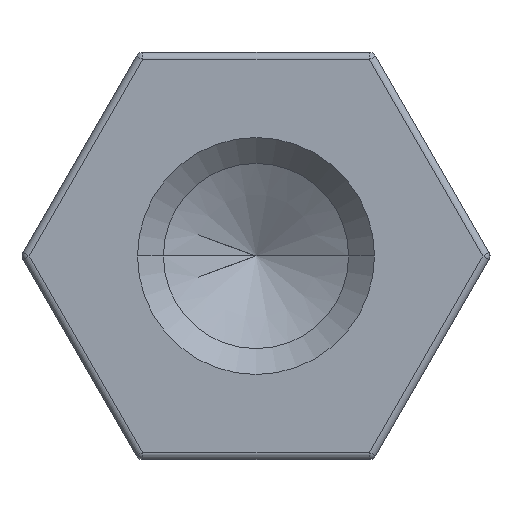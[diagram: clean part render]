
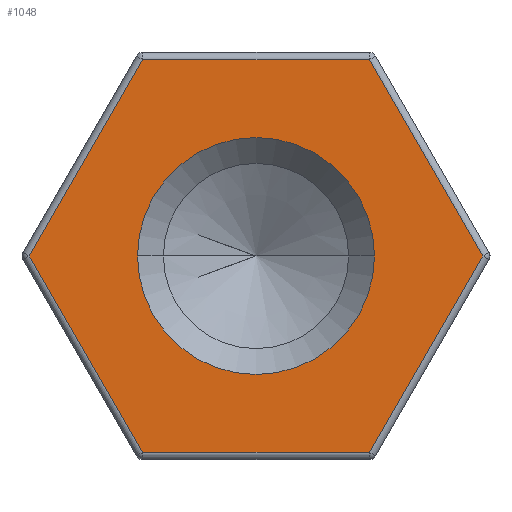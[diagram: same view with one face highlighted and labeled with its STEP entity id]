
A CAD part, left-side view. The second image highlights one B-rep face of the part: STEP entity #1048.
In plain terms, the highlighted planar face has unit normal (-1, 0, 0).
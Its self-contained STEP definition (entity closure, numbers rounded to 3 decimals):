
#11 = VECTOR ( 'NONE', #566, 1000. ) ;
#17 = LINE ( 'NONE', #166, #18 ) ;
#18 = VECTOR ( 'NONE', #1068, 1000. ) ;
#31 = CARTESIAN_POINT ( 'NONE',  ( 0., 0., 0. ) ) ;
#38 = CARTESIAN_POINT ( 'NONE',  ( 0., -2.295, -1.325 ) ) ;
#59 = EDGE_CURVE ( 'NONE', #701, #633, #538, .T. ) ;
#68 = DIRECTION ( 'NONE',  ( 1., 0., 0. ) ) ;
#157 = DIRECTION ( 'NONE',  ( 0., 1., 0. ) ) ;
#158 = CARTESIAN_POINT ( 'NONE',  ( 0., -1.6, 0. ) ) ;
#164 = CARTESIAN_POINT ( 'NONE',  ( 0., 3.06, 0. ) ) ;
#166 = CARTESIAN_POINT ( 'NONE',  ( 0., 2.295, 1.325 ) ) ;
#195 = EDGE_CURVE ( 'NONE', #921, #799, #512, .T. ) ;
#234 = FACE_BOUND ( 'NONE', #1119, .T. ) ;
#241 = CARTESIAN_POINT ( 'NONE',  ( 0., -1.53, -2.65 ) ) ;
#254 = FACE_OUTER_BOUND ( 'NONE', #996, .T. ) ;
#275 = DIRECTION ( 'NONE',  ( 1., 0., 0. ) ) ;
#296 = CARTESIAN_POINT ( 'NONE',  ( 0., -2.295, 1.325 ) ) ;
#315 = EDGE_CURVE ( 'NONE', #799, #660, #497, .T. ) ;
#316 = CIRCLE ( 'NONE', #1049, 1.6 ) ;
#322 = LINE ( 'NONE', #38, #329 ) ;
#329 = VECTOR ( 'NONE', #1429, 1000. ) ;
#335 = DIRECTION ( 'NONE',  ( 0., 0.5, 0.866 ) ) ;
#353 = LINE ( 'NONE', #1265, #11 ) ;
#392 = AXIS2_PLACEMENT_3D ( 'NONE', #1175, #275, #404 ) ;
#404 = DIRECTION ( 'NONE',  ( 0., 1., 0. ) ) ;
#420 = EDGE_CURVE ( 'NONE', #785, #852, #433, .T. ) ;
#431 = VECTOR ( 'NONE', #335, 1000. ) ;
#433 = LINE ( 'NONE', #296, #431 ) ;
#447 = VECTOR ( 'NONE', #661, 1000. ) ;
#451 = PLANE ( 'NONE',  #759 ) ;
#491 = VECTOR ( 'NONE', #940, 1000. ) ;
#497 = LINE ( 'NONE', #529, #447 ) ;
#512 = LINE ( 'NONE', #928, #491 ) ;
#521 = CARTESIAN_POINT ( 'NONE',  ( 0., 1.53, -2.65 ) ) ;
#529 = CARTESIAN_POINT ( 'NONE',  ( 0., 0., -2.65 ) ) ;
#538 = CIRCLE ( 'NONE', #392, 1.6 ) ;
#545 = CARTESIAN_POINT ( 'NONE',  ( 0., -1.53, 2.65 ) ) ;
#552 = VERTEX_POINT ( 'NONE', #1021 ) ;
#566 = DIRECTION ( 'NONE',  ( 0., 1., 0. ) ) ;
#586 = CARTESIAN_POINT ( 'NONE',  ( 0., 0., 0. ) ) ;
#633 = VERTEX_POINT ( 'NONE', #918 ) ;
#660 = VERTEX_POINT ( 'NONE', #241 ) ;
#661 = DIRECTION ( 'NONE',  ( 0., -1., 0. ) ) ;
#701 = VERTEX_POINT ( 'NONE', #158 ) ;
#713 = DIRECTION ( 'NONE',  ( 0., 1., 0. ) ) ;
#759 = AXIS2_PLACEMENT_3D ( 'NONE', #586, #68, #713 ) ;
#785 = VERTEX_POINT ( 'NONE', #1405 ) ;
#799 = VERTEX_POINT ( 'NONE', #521 ) ;
#822 = EDGE_CURVE ( 'NONE', #660, #785, #322, .T. ) ;
#846 = EDGE_CURVE ( 'NONE', #633, #701, #316, .T. ) ;
#852 = VERTEX_POINT ( 'NONE', #545 ) ;
#918 = CARTESIAN_POINT ( 'NONE',  ( 0., 1.6, 0. ) ) ;
#921 = VERTEX_POINT ( 'NONE', #164 ) ;
#922 = DIRECTION ( 'NONE',  ( 1., 0., 0. ) ) ;
#928 = CARTESIAN_POINT ( 'NONE',  ( 0., 2.295, -1.325 ) ) ;
#940 = DIRECTION ( 'NONE',  ( 0., -0.5, -0.866 ) ) ;
#996 = EDGE_LOOP ( 'NONE', ( #1012, #1016, #1018, #1019, #1115, #1096 ) ) ;
#1012 = ORIENTED_EDGE ( 'NONE', *, *, #420, .T. ) ;
#1016 = ORIENTED_EDGE ( 'NONE', *, *, #1241, .T. ) ;
#1018 = ORIENTED_EDGE ( 'NONE', *, *, #1226, .T. ) ;
#1019 = ORIENTED_EDGE ( 'NONE', *, *, #195, .T. ) ;
#1021 = CARTESIAN_POINT ( 'NONE',  ( 0., 1.53, 2.65 ) ) ;
#1048 = ADVANCED_FACE ( 'NONE', ( #254, #234 ), #451, .F. ) ;
#1049 = AXIS2_PLACEMENT_3D ( 'NONE', #31, #922, #157 ) ;
#1068 = DIRECTION ( 'NONE',  ( 0., 0.5, -0.866 ) ) ;
#1096 = ORIENTED_EDGE ( 'NONE', *, *, #822, .T. ) ;
#1103 = ORIENTED_EDGE ( 'NONE', *, *, #846, .T. ) ;
#1115 = ORIENTED_EDGE ( 'NONE', *, *, #315, .T. ) ;
#1116 = ORIENTED_EDGE ( 'NONE', *, *, #59, .T. ) ;
#1119 = EDGE_LOOP ( 'NONE', ( #1103, #1116 ) ) ;
#1175 = CARTESIAN_POINT ( 'NONE',  ( 0., 0., 0. ) ) ;
#1226 = EDGE_CURVE ( 'NONE', #552, #921, #17, .T. ) ;
#1241 = EDGE_CURVE ( 'NONE', #852, #552, #353, .T. ) ;
#1265 = CARTESIAN_POINT ( 'NONE',  ( 0., 0., 2.65 ) ) ;
#1405 = CARTESIAN_POINT ( 'NONE',  ( 0., -3.06, 0. ) ) ;
#1429 = DIRECTION ( 'NONE',  ( 0., -0.5, 0.866 ) ) ;
